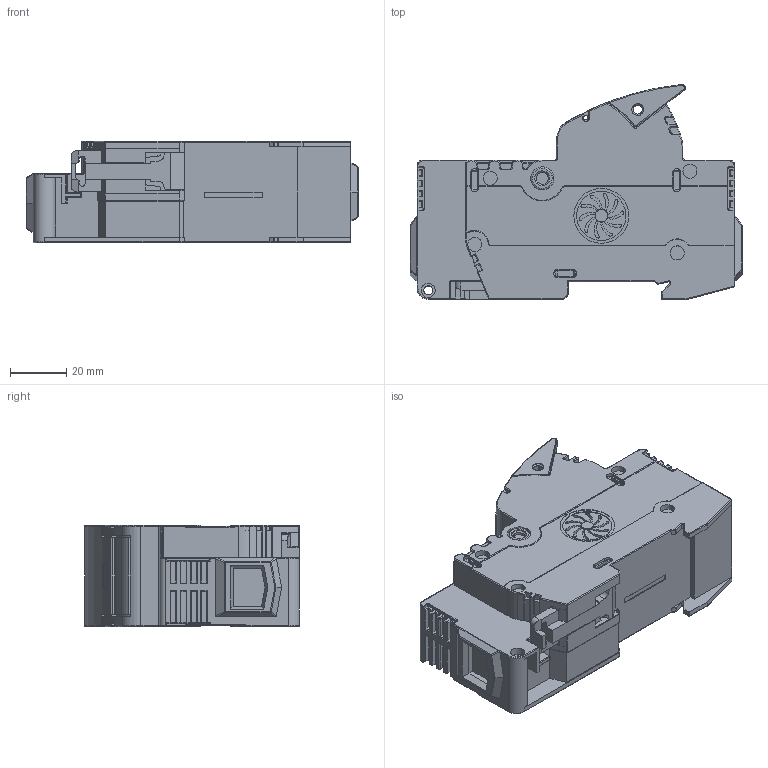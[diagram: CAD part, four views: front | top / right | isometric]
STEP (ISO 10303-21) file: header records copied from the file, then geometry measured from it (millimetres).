
FILE_DESCRIPTION (( 'STEP AP214' ), '1' );
FILE_NAME ('2101.STEP', '2025-01-21T12:09:33', ( '' ), ( '' ), 'SwSTEP 2.0', 'SolidWorks 2022', '' );
FILE_SCHEMA (( 'AUTOMOTIVE_DESIGN' ));
Length unit declared in the file: millimetre
Products named in the file (1): 2101
Bounding box: 118 x 76.37 x 36 mm (x, y, z)
Volume: 202536.8 mm3; surface area: 34738.4 mm2
Topology: 1 solids, 12 shells, 1653 faces, 4111 edges, 2510 vertices
Faces by surface type: cylinder 699, plane 617, sphere 169, torus 118, bspline 38, cone 12
Entity records: 70495 total; most frequent: CARTESIAN_POINT 12496, DIRECTION 8687, ORIENTED_EDGE 8210, EDGE_CURVE 4105, AXIS2_PLACEMENT_3D 3221, VERTEX_POINT 2510, LINE 2245, VECTOR 2245
